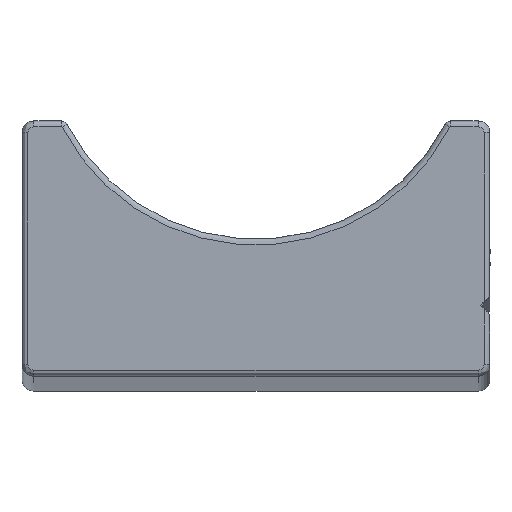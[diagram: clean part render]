
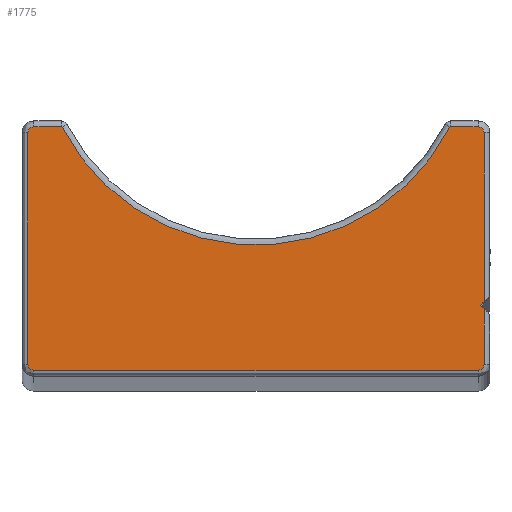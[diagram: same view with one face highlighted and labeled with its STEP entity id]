
A CAD part, top view. The second image highlights one B-rep face of the part: STEP entity #1775.
In plain terms, the highlighted planar face has unit normal (0, 0, 1).
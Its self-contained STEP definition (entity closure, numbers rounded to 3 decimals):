
#89=PLANE('',#1929);
#183=FACE_OUTER_BOUND('',#294,.T.);
#294=EDGE_LOOP('',(#1548,#1549,#1550,#1551,#1552,#1553,#1554,#1555,#1556,
#1557,#1558,#1559,#1560));
#357=CIRCLE('',#1926,0.25);
#360=CIRCLE('',#1930,9.25);
#361=CIRCLE('',#1931,0.25);
#362=CIRCLE('',#1932,0.25);
#363=CIRCLE('',#1933,0.25);
#526=LINE('',#6254,#617);
#529=LINE('',#6289,#620);
#561=LINE('',#19245,#652);
#562=LINE('',#19246,#653);
#563=LINE('',#19248,#654);
#564=LINE('',#19252,#655);
#565=LINE('',#19256,#656);
#566=LINE('',#19260,#657);
#617=VECTOR('',#2093,0.212);
#620=VECTOR('',#2106,0.212);
#652=VECTOR('',#2266,2.35);
#653=VECTOR('',#2267,7.15);
#654=VECTOR('',#2268,1.183);
#655=VECTOR('',#2271,1.183);
#656=VECTOR('',#2274,9.8);
#657=VECTOR('',#2277,18.8);
#757=VERTEX_POINT('',#6241);
#758=VERTEX_POINT('',#6252);
#764=VERTEX_POINT('',#6288);
#813=VERTEX_POINT('',#19238);
#814=VERTEX_POINT('',#19239);
#815=VERTEX_POINT('',#19244);
#816=VERTEX_POINT('',#19247);
#817=VERTEX_POINT('',#19249);
#818=VERTEX_POINT('',#19251);
#819=VERTEX_POINT('',#19253);
#820=VERTEX_POINT('',#19255);
#821=VERTEX_POINT('',#19257);
#822=VERTEX_POINT('',#19259);
#946=EDGE_CURVE('',#757,#758,#526,.T.);
#955=EDGE_CURVE('',#764,#757,#529,.T.);
#1065=EDGE_CURVE('',#813,#814,#357,.T.);
#1068=EDGE_CURVE('',#815,#764,#561,.T.);
#1069=EDGE_CURVE('',#758,#813,#562,.T.);
#1070=EDGE_CURVE('',#814,#816,#563,.T.);
#1071=EDGE_CURVE('',#816,#817,#360,.T.);
#1072=EDGE_CURVE('',#817,#818,#564,.T.);
#1073=EDGE_CURVE('',#818,#819,#361,.T.);
#1074=EDGE_CURVE('',#819,#820,#565,.T.);
#1075=EDGE_CURVE('',#820,#821,#362,.T.);
#1076=EDGE_CURVE('',#821,#822,#566,.T.);
#1077=EDGE_CURVE('',#822,#815,#363,.T.);
#1548=ORIENTED_EDGE('',*,*,#1068,.T.);
#1549=ORIENTED_EDGE('',*,*,#955,.T.);
#1550=ORIENTED_EDGE('',*,*,#946,.T.);
#1551=ORIENTED_EDGE('',*,*,#1069,.T.);
#1552=ORIENTED_EDGE('',*,*,#1065,.T.);
#1553=ORIENTED_EDGE('',*,*,#1070,.T.);
#1554=ORIENTED_EDGE('',*,*,#1071,.T.);
#1555=ORIENTED_EDGE('',*,*,#1072,.T.);
#1556=ORIENTED_EDGE('',*,*,#1073,.T.);
#1557=ORIENTED_EDGE('',*,*,#1074,.T.);
#1558=ORIENTED_EDGE('',*,*,#1075,.T.);
#1559=ORIENTED_EDGE('',*,*,#1076,.T.);
#1560=ORIENTED_EDGE('',*,*,#1077,.T.);
#1775=ADVANCED_FACE('',(#183),#89,.T.);
#1926=AXIS2_PLACEMENT_3D('',#19240,#2258,#2259);
#1929=AXIS2_PLACEMENT_3D('',#19243,#2264,#2265);
#1930=AXIS2_PLACEMENT_3D('',#19250,#2269,#2270);
#1931=AXIS2_PLACEMENT_3D('',#19254,#2272,#2273);
#1932=AXIS2_PLACEMENT_3D('',#19258,#2275,#2276);
#1933=AXIS2_PLACEMENT_3D('',#19261,#2278,#2279);
#2093=DIRECTION('',(0.707,0.707,0.));
#2106=DIRECTION('',(-0.707,0.707,0.));
#2258=DIRECTION('center_axis',(0.,0.,1.));
#2259=DIRECTION('ref_axis',(1.,0.,0.));
#2264=DIRECTION('center_axis',(0.,0.,1.));
#2265=DIRECTION('ref_axis',(1.,0.,0.));
#2266=DIRECTION('',(0.,1.,0.));
#2267=DIRECTION('',(0.,1.,0.));
#2268=DIRECTION('',(-1.,0.,0.));
#2269=DIRECTION('center_axis',(0.,0.,-1.));
#2270=DIRECTION('ref_axis',(0.888,-0.459,0.));
#2271=DIRECTION('',(-1.,0.,0.));
#2272=DIRECTION('center_axis',(0.,0.,1.));
#2273=DIRECTION('ref_axis',(0.,1.,0.));
#2274=DIRECTION('',(0.,-1.,0.));
#2275=DIRECTION('center_axis',(0.,0.,1.));
#2276=DIRECTION('ref_axis',(-1.,0.,0.));
#2277=DIRECTION('',(1.,0.,0.));
#2278=DIRECTION('center_axis',(0.,0.,1.));
#2279=DIRECTION('ref_axis',(0.,-1.,0.));
#6241=CARTESIAN_POINT('',(9.5,3.,180.));
#6252=CARTESIAN_POINT('',(9.65,3.15,180.));
#6254=CARTESIAN_POINT('',(9.5,3.,180.));
#6288=CARTESIAN_POINT('',(9.65,2.85,180.));
#6289=CARTESIAN_POINT('',(9.65,2.85,180.));
#19238=CARTESIAN_POINT('',(9.65,10.3,180.));
#19239=CARTESIAN_POINT('',(9.4,10.55,180.));
#19240=CARTESIAN_POINT('Origin',(9.4,10.3,180.));
#19243=CARTESIAN_POINT('Origin',(0.,0.,180.));
#19244=CARTESIAN_POINT('',(9.65,0.5,180.));
#19245=CARTESIAN_POINT('',(9.65,0.5,180.));
#19246=CARTESIAN_POINT('',(9.65,3.15,180.));
#19247=CARTESIAN_POINT('',(8.216,10.55,180.));
#19248=CARTESIAN_POINT('',(9.4,10.55,180.));
#19249=CARTESIAN_POINT('',(-8.216,10.55,180.));
#19250=CARTESIAN_POINT('Origin',(0.,14.8,180.));
#19251=CARTESIAN_POINT('',(-9.4,10.55,180.));
#19252=CARTESIAN_POINT('',(-8.217,10.55,180.));
#19253=CARTESIAN_POINT('',(-9.65,10.3,180.));
#19254=CARTESIAN_POINT('Origin',(-9.4,10.3,180.));
#19255=CARTESIAN_POINT('',(-9.65,0.5,180.));
#19256=CARTESIAN_POINT('',(-9.65,10.3,180.));
#19257=CARTESIAN_POINT('',(-9.4,0.25,180.));
#19258=CARTESIAN_POINT('Origin',(-9.4,0.5,180.));
#19259=CARTESIAN_POINT('',(9.4,0.25,180.));
#19260=CARTESIAN_POINT('',(-9.4,0.25,180.));
#19261=CARTESIAN_POINT('Origin',(9.4,0.5,180.));
